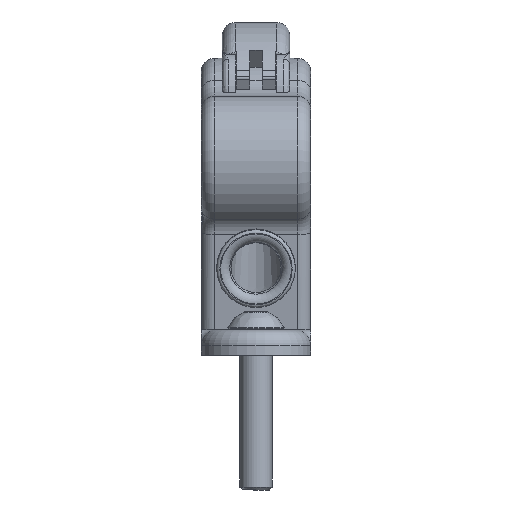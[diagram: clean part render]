
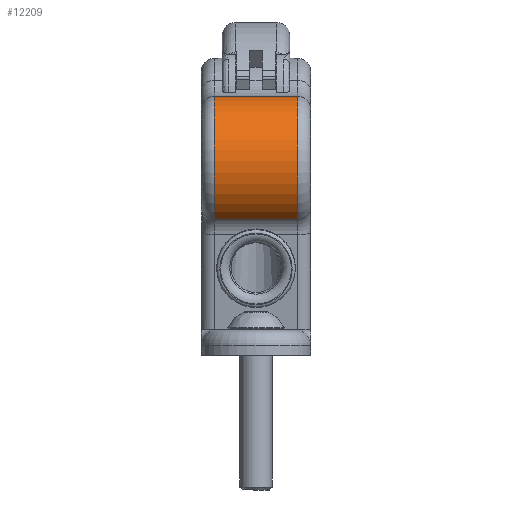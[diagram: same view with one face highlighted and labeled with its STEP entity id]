
A CAD part, front view. The second image highlights one B-rep face of the part: STEP entity #12209.
In plain terms, the highlighted cylindrical face has radius 21 mm (diameter 42 mm), a partial arc.
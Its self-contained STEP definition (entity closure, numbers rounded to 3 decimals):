
#754=CYLINDRICAL_SURFACE('',#13392,21.);
#1331=FACE_OUTER_BOUND('',#2076,.T.);
#2076=EDGE_LOOP('',(#10054,#10055,#10056,#10057));
#3016=LINE('',#22221,#3826);
#3017=LINE('',#22224,#3827);
#3826=VECTOR('',#16304,10.);
#3827=VECTOR('',#16309,10.);
#4329=CIRCLE('',#13184,21.);
#4418=CIRCLE('',#13373,21.);
#5386=VERTEX_POINT('',#21675);
#5390=VERTEX_POINT('',#21700);
#5516=VERTEX_POINT('',#22188);
#5518=VERTEX_POINT('',#22194);
#6916=EDGE_CURVE('',#5386,#5390,#4329,.T.);
#7151=EDGE_CURVE('',#5518,#5516,#4418,.T.);
#7165=EDGE_CURVE('',#5518,#5390,#3016,.T.);
#7166=EDGE_CURVE('',#5386,#5516,#3017,.T.);
#10054=ORIENTED_EDGE('',*,*,#7165,.T.);
#10055=ORIENTED_EDGE('',*,*,#6916,.F.);
#10056=ORIENTED_EDGE('',*,*,#7166,.T.);
#10057=ORIENTED_EDGE('',*,*,#7151,.F.);
#12209=ADVANCED_FACE('',(#1331),#754,.T.);
#13184=AXIS2_PLACEMENT_3D('',#21701,#15747,#15748);
#13373=AXIS2_PLACEMENT_3D('',#22196,#16266,#16267);
#13392=AXIS2_PLACEMENT_3D('',#22225,#16310,#16311);
#15747=DIRECTION('center_axis',(-1.,0.,0.));
#15748=DIRECTION('ref_axis',(0.,-0.96,0.28));
#16266=DIRECTION('center_axis',(1.,0.,0.));
#16267=DIRECTION('ref_axis',(0.,-0.96,0.28));
#16304=DIRECTION('',(-1.,0.,0.));
#16309=DIRECTION('',(1.,0.,0.));
#16310=DIRECTION('center_axis',(1.,0.,0.));
#16311=DIRECTION('ref_axis',(0.,-0.039,
0.999));
#21675=CARTESIAN_POINT('',(-13.,-11.965,42.42));
#21700=CARTESIAN_POINT('',(-13.,-0.81,80.663));
#21701=CARTESIAN_POINT('Origin',(-13.,0.,
59.678));
#22188=CARTESIAN_POINT('',(13.,-11.965,42.42));
#22194=CARTESIAN_POINT('',(13.,-0.81,80.663));
#22196=CARTESIAN_POINT('Origin',(13.,0.,59.678));
#22221=CARTESIAN_POINT('',(11.,-0.81,80.663));
#22224=CARTESIAN_POINT('',(0.,-11.965,42.42));
#22225=CARTESIAN_POINT('Origin',(0.,0.,
59.678));
